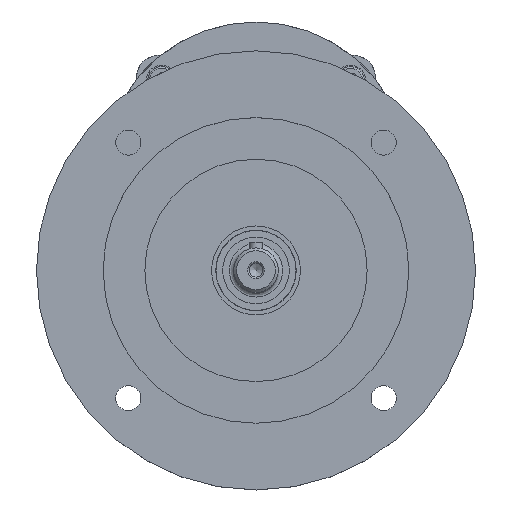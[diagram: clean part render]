
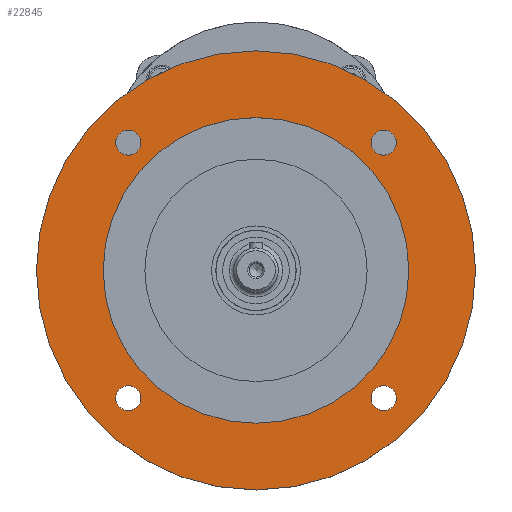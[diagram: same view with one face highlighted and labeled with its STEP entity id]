
A CAD part, top view. The second image highlights one B-rep face of the part: STEP entity #22845.
In plain terms, the highlighted planar face has unit normal (0, 0, 1).
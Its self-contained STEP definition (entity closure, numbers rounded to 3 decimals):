
#22774=CARTESIAN_POINT('',(0.,-34.5,78.));
#22775=DIRECTION('',(0.0,0.0,-1.0));
#22776=DIRECTION('',(-1.0,0.0,0.0));
#22777=AXIS2_PLACEMENT_3D('',#22774,#22775,#22776);
#22778=PLANE('',#22777);
#22779=CARTESIAN_POINT('',(79.,-34.5,78.));
#22780=VERTEX_POINT('',#22779);
#22781=CARTESIAN_POINT('',(0.,-34.5,78.));
#22782=DIRECTION('',(0.0,0.0,1.0));
#22783=DIRECTION('',(-1.0,0.0,0.0));
#22784=AXIS2_PLACEMENT_3D('',#22781,#22782,#22783);
#22785=CIRCLE('',#22784,79.0);
#22786=EDGE_CURVE('',#22780,#22780,#22785,.T.);
#22787=ORIENTED_EDGE('',*,*,#22786,.T.);
#22788=EDGE_LOOP('',(#22787));
#22789=FACE_OUTER_BOUND('',#22788,.T.);
#22790=CARTESIAN_POINT('',(50.462,-80.462,78.));
#22791=VERTEX_POINT('',#22790);
#22792=CARTESIAN_POINT('',(45.962,-80.462,78.));
#22793=DIRECTION('',(0.0,0.0,-1.0));
#22794=DIRECTION('',(1.0,0.0,0.0));
#22795=AXIS2_PLACEMENT_3D('',#22792,#22793,#22794);
#22796=CIRCLE('',#22795,4.5);
#22797=EDGE_CURVE('',#22791,#22791,#22796,.T.);
#22798=ORIENTED_EDGE('',*,*,#22797,.T.);
#22799=EDGE_LOOP('',(#22798));
#22800=FACE_BOUND('',#22799,.T.);
#22801=CARTESIAN_POINT('',(-41.462,11.462,78.));
#22802=VERTEX_POINT('',#22801);
#22803=CARTESIAN_POINT('',(-45.962,11.462,78.));
#22804=DIRECTION('',(0.0,0.0,-1.0));
#22805=DIRECTION('',(1.0,0.0,0.0));
#22806=AXIS2_PLACEMENT_3D('',#22803,#22804,#22805);
#22807=CIRCLE('',#22806,4.5);
#22808=EDGE_CURVE('',#22802,#22802,#22807,.T.);
#22809=ORIENTED_EDGE('',*,*,#22808,.T.);
#22810=EDGE_LOOP('',(#22809));
#22811=FACE_BOUND('',#22810,.T.);
#22812=CARTESIAN_POINT('',(50.462,11.462,78.));
#22813=VERTEX_POINT('',#22812);
#22814=CARTESIAN_POINT('',(45.962,11.462,78.));
#22815=DIRECTION('',(0.0,0.0,-1.0));
#22816=DIRECTION('',(1.0,0.0,0.0));
#22817=AXIS2_PLACEMENT_3D('',#22814,#22815,#22816);
#22818=CIRCLE('',#22817,4.5);
#22819=EDGE_CURVE('',#22813,#22813,#22818,.T.);
#22820=ORIENTED_EDGE('',*,*,#22819,.T.);
#22821=EDGE_LOOP('',(#22820));
#22822=FACE_BOUND('',#22821,.T.);
#22823=CARTESIAN_POINT('',(-41.462,-80.462,78.));
#22824=VERTEX_POINT('',#22823);
#22825=CARTESIAN_POINT('',(-45.962,-80.462,78.));
#22826=DIRECTION('',(0.0,0.0,-1.0));
#22827=DIRECTION('',(1.0,0.0,0.0));
#22828=AXIS2_PLACEMENT_3D('',#22825,#22826,#22827);
#22829=CIRCLE('',#22828,4.5);
#22830=EDGE_CURVE('',#22824,#22824,#22829,.T.);
#22831=ORIENTED_EDGE('',*,*,#22830,.T.);
#22832=EDGE_LOOP('',(#22831));
#22833=FACE_BOUND('',#22832,.T.);
#22834=CARTESIAN_POINT('',(0.,-89.5,78.));
#22835=VERTEX_POINT('',#22834);
#22836=CARTESIAN_POINT('',(0.,-34.5,78.));
#22837=DIRECTION('',(0.0,0.0,-1.0));
#22838=DIRECTION('',(0.0,-1.0,0.0));
#22839=AXIS2_PLACEMENT_3D('',#22836,#22837,#22838);
#22840=CIRCLE('',#22839,55.0);
#22841=EDGE_CURVE('',#22835,#22835,#22840,.T.);
#22842=ORIENTED_EDGE('',*,*,#22841,.T.);
#22843=EDGE_LOOP('',(#22842));
#22844=FACE_BOUND('',#22843,.T.);
#22845=ADVANCED_FACE('',(#22789,#22800,#22811,#22822,#22833,#22844),#22778,.F.);
